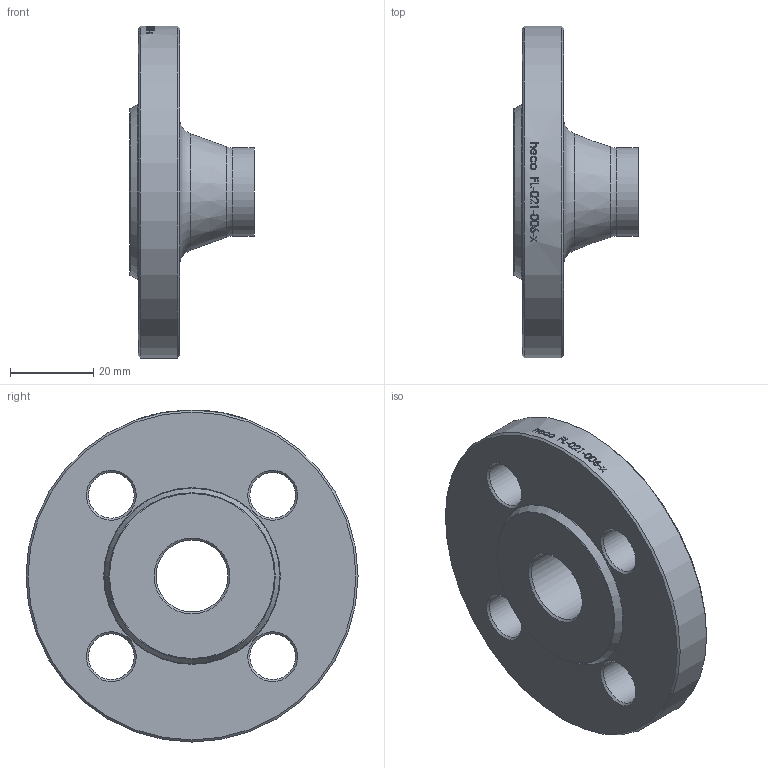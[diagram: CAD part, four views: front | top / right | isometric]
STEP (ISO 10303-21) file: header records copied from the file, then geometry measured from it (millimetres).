
FILE_DESCRIPTION (( 'STEP AP214' ), '1' );
FILE_NAME ('FL-021-006-x Vorschweissflansch PN6 ISO DIN2631 2008.STEP', '2020-08-20T16:27:45', ( '' ), ( '' ), 'SwSTEP 2.0', 'SolidWorks 2019', '' );
FILE_SCHEMA (( 'AUTOMOTIVE_DESIGN' ));
Length unit declared in the file: millimetre
Products named in the file (1): FL-021-006-x Vorschweissflansch PN6 ISO DIN2631 2008
Bounding box: 30 x 80 x 80 mm (x, y, z)
Volume: 50529.2 mm3; surface area: 15267.1 mm2
Topology: 1 solids, 1 shells, 50 faces, 211 edges, 186 vertices
Faces by surface type: cylinder 29, cone 13, plane 4, torus 4
Full cylindrical faces by diameter (mm): 11 x4, 17.3 x1, 21.3 x1, 80 x1
Entity records: 4057 total; most frequent: CARTESIAN_POINT 2262, ORIENTED_EDGE 354, DIRECTION 246, EDGE_CURVE 177, VERTEX_POINT 177, AXIS2_PLACEMENT_3D 112, EDGE_LOOP 108, B_SPLINE_CURVE_WITH_KNOTS 94
